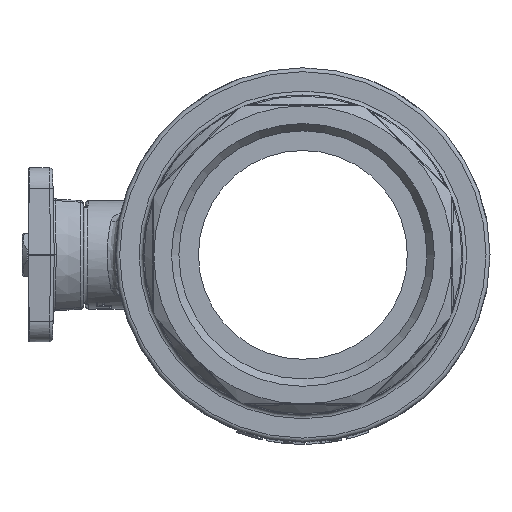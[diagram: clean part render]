
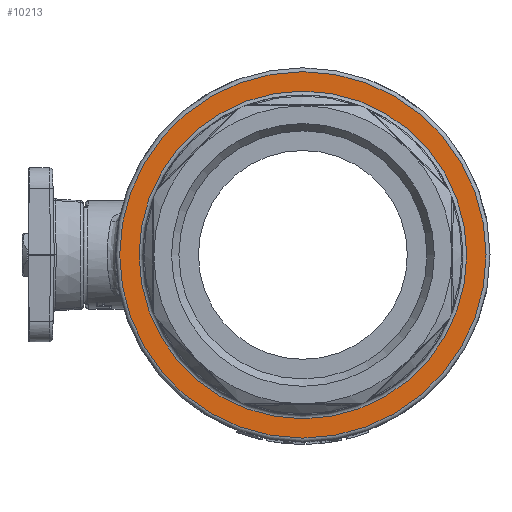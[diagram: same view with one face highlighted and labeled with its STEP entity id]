
A CAD part, left-side view. The second image highlights one B-rep face of the part: STEP entity #10213.
In plain terms, the highlighted planar face has unit normal (-1, 0, 0).
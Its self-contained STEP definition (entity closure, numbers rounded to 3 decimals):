
#1009=FACE_BOUND('',#2519,.T.);
#1190=PLANE('',#11200);
#1859=FACE_OUTER_BOUND('',#2518,.T.);
#2518=EDGE_LOOP('',(#9463));
#2519=EDGE_LOOP('',(#9464));
#3938=CIRCLE('',#11199,42.1);
#3939=CIRCLE('',#11201,37.65);
#4898=VERTEX_POINT('',#24527);
#4899=VERTEX_POINT('',#24531);
#6425=EDGE_CURVE('',#4898,#4898,#3938,.T.);
#6426=EDGE_CURVE('',#4899,#4899,#3939,.T.);
#9463=ORIENTED_EDGE('',*,*,#6425,.F.);
#9464=ORIENTED_EDGE('',*,*,#6426,.F.);
#10213=ADVANCED_FACE('',(#1859,#1009),#1190,.T.);
#11199=AXIS2_PLACEMENT_3D('',#24529,#13462,#13463);
#11200=AXIS2_PLACEMENT_3D('',#24530,#13464,#13465);
#11201=AXIS2_PLACEMENT_3D('',#24532,#13466,#13467);
#13462=DIRECTION('center_axis',(1.,0.,0.));
#13463=DIRECTION('ref_axis',(0.,-1.,0.));
#13464=DIRECTION('center_axis',(-1.,0.,0.));
#13465=DIRECTION('ref_axis',(0.,0.,1.));
#13466=DIRECTION('center_axis',(-1.,0.,0.));
#13467=DIRECTION('ref_axis',(0.,-1.,0.));
#24527=CARTESIAN_POINT('',(0.,0.,42.1));
#24529=CARTESIAN_POINT('Origin',(0.,0.,0.));
#24530=CARTESIAN_POINT('Origin',(0.,39.875,0.));
#24531=CARTESIAN_POINT('',(0.,0.,37.65));
#24532=CARTESIAN_POINT('Origin',(0.,0.,0.));
